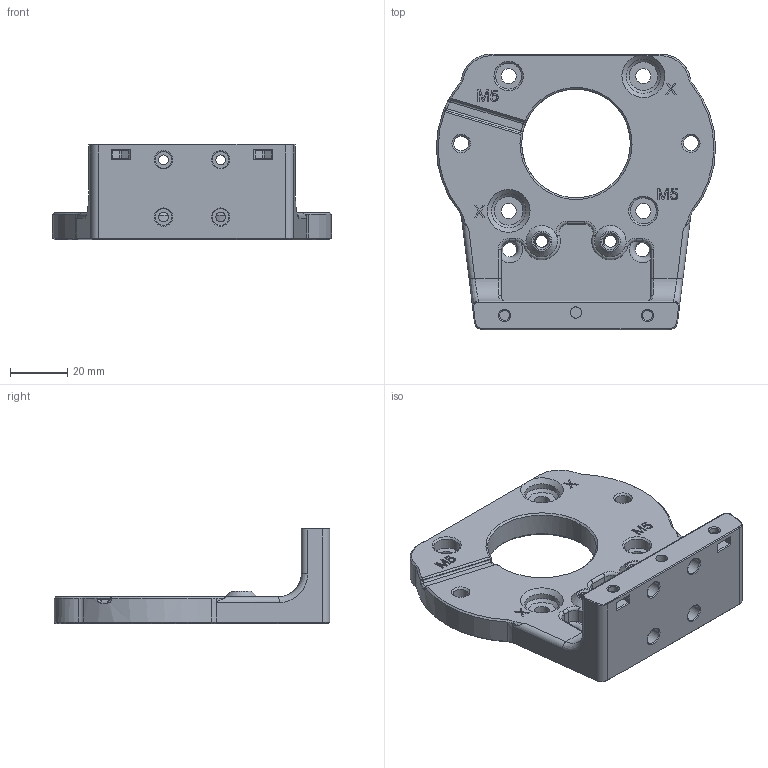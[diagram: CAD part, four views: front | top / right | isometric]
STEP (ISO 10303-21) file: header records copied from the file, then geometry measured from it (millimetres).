
FILE_DESCRIPTION(/* description */ ('','CAx-IF Rec.Pracs.---Representation and Presentation of Product Manufacturing Information (PMI)---4.0---2014-10-13'),/* implementation_level */ '2;1');
FILE_NAME(/* name */ 'OSSM - Actuator_Body - Bottom_Body - Bottom_step.stp',/* time_stamp */ '2025-02-27T09:06:33-05:00',/* author */ (''),/* organization */ (''),/* preprocessor_version */ 'ST-DEVELOPER v20',/* originating_system */ 'Autodesk Translation Framework v13.20.0.188',/* authorisation */ '');
FILE_SCHEMA (('AP242_MANAGED_MODEL_BASED_3D_ENGINEERING_MIM_LF { 1 0 10303 442 1 1 4 }'));
Length unit declared in the file: millimetre
Products named in the file (1): Body - Bottom
Bounding box: 97.67 x 96.48 x 33.5 mm (x, y, z)
Volume: 72646.9 mm3; surface area: 25118.6 mm2
Topology: 1 solids, 1 shells, 395 faces, 1027 edges, 648 vertices
Faces by surface type: plane 140, cylinder 116, bspline 87, cone 31, torus 21
Full cylindrical faces by diameter (mm): 3.4 x4, 3.5 x4, 4 x1, 4.234 x14, 5.12 x2, 5.2 x2, 5.3 x4, 5.8 x4, 9.1 x2, 12 x2
Entity records: 17264 total; most frequent: CARTESIAN_POINT 8208, ORIENTED_EDGE 2050, DIRECTION 1549, EDGE_CURVE 1025, VERTEX_POINT 648, LINE 523, VECTOR 523, AXIS2_PLACEMENT_3D 513
